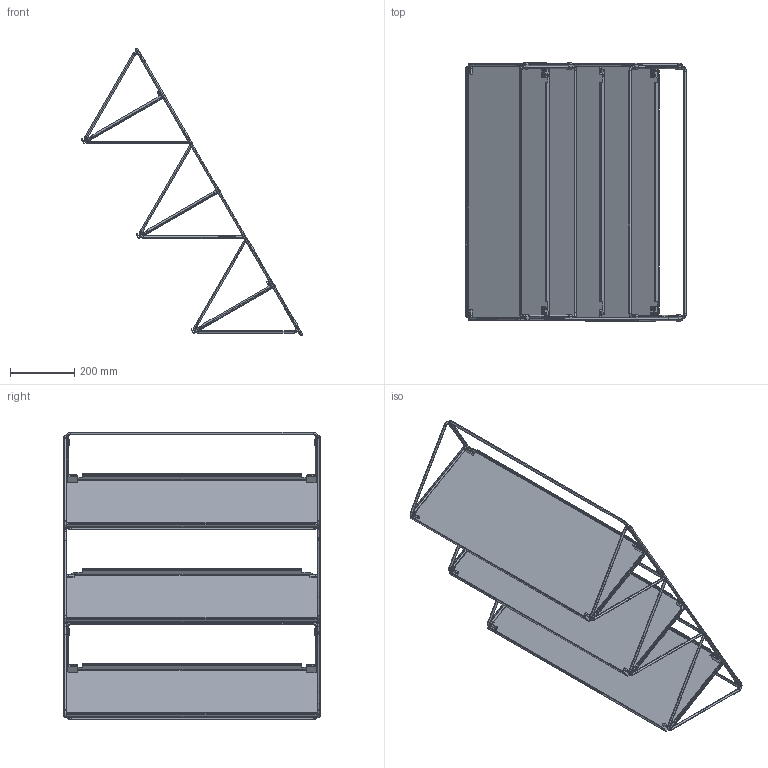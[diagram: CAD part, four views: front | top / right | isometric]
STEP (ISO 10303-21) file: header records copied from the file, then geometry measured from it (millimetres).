
FILE_DESCRIPTION (( 'STEP AP203' ), '1' );
FILE_NAME ('1212.STEP', '2023-06-14T10:44:52', ( '' ), ( '' ), 'SwSTEP 2.0', 'SolidWorks 2022', '' );
FILE_SCHEMA (( 'CONFIG_CONTROL_DESIGN' ));
Length unit declared in the file: millimetre
Products named in the file (19): 08121011.IGS; Vecko D - SKR Mala.IGS; L drat 8mm-2.IGS; U drat 8mm.IGS; 1212.IGS; L drat 8mm-3.IGS; 08121041.IGS; 08121042 - zavřený_Zavřený JP.IGS; ZrcadleníBOK D 3 pol N - 1212.IGS; U drat 8mm-1.IGS; 1212; Sroub M6x8-hl10_ST6,3x13-F-H.IGS; Vecko D - SKR Mala-1.IGS; 08121031.IGS; L drat 8mm-1.IGS; BOK D 3 pol N - 1212.IGS; L drat 8mm.IGS; Obdelnik 1210.IGS; Fleysen sponka V4-pro návody.IGS
Assembly tree (40 placements, depth 3):
  1212
    1212.IGS
      BOK D 3 pol N - 1212.IGS
      Vecko D - SKR Mala.IGS
      L drat 8mm.IGS
      U drat 8mm.IGS
      L drat 8mm-1.IGS
      Obdelnik 1210.IGS  x2
      08121031.IGS  x4
      ZrcadleníBOK D 3 pol N - 1212.IGS
      Vecko D - SKR Mala-1.IGS
      U drat 8mm-1.IGS
      L drat 8mm-2.IGS
      L drat 8mm-3.IGS
      08121011.IGS  x4
      08121041.IGS  x3
      Sroub M6x8-hl10_ST6,3x13-F-H.IGS  x4
      Fleysen sponka V4-pro návody.IGS  x8
      08121042 - zavřený_Zavřený JP.IGS  x4
Bounding box: 687.58 x 802.2 x 894.81 mm (x, y, z)
Volume: 1467938.6 mm3; surface area: 2009355.6 mm2
Topology: 39 solids, 39 shells, 1384 faces, 3326 edges, 1984 vertices
Faces by surface type: plane 701, bspline 683
Entity records: 23256 total; most frequent: CARTESIAN_POINT 7100, ORIENTED_EDGE 2982, DIRECTION 2660, EDGE_CURVE 1491, AXIS2_PLACEMENT_3D 924, VERTEX_POINT 849, VECTOR 812, LINE 812
